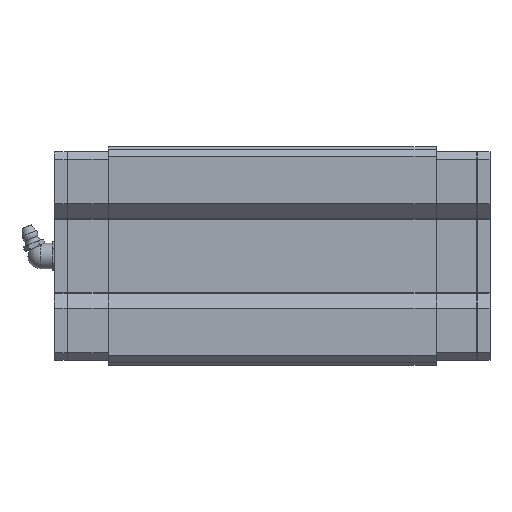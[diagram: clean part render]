
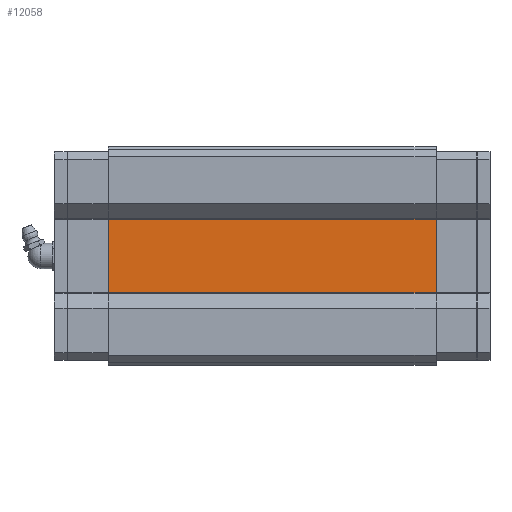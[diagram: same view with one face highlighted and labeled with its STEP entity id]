
A CAD part, front view. The second image highlights one B-rep face of the part: STEP entity #12058.
In plain terms, the highlighted planar face has unit normal (0, -1, 0).
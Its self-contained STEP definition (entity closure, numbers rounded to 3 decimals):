
#321=PLANE('',#13000);
#968=FACE_OUTER_BOUND('',#1658,.T.);
#1658=EDGE_LOOP('',(#9726,#9727,#9728,#9729));
#2679=LINE('',#18637,#4025);
#2701=LINE('',#18705,#4047);
#2743=LINE('',#18797,#4089);
#2744=LINE('',#18799,#4090);
#4025=VECTOR('',#15070,10.);
#4047=VECTOR('',#15120,10.);
#4089=VECTOR('',#15206,160.8);
#4090=VECTOR('',#15209,160.8);
#5660=VERTEX_POINT('',#18634);
#5661=VERTEX_POINT('',#18636);
#5692=VERTEX_POINT('',#18702);
#5693=VERTEX_POINT('',#18704);
#7082=EDGE_CURVE('',#5660,#5661,#2679,.T.);
#7116=EDGE_CURVE('',#5692,#5693,#2701,.T.);
#7164=EDGE_CURVE('',#5693,#5660,#2743,.T.);
#7165=EDGE_CURVE('',#5692,#5661,#2744,.T.);
#9726=ORIENTED_EDGE('',*,*,#7082,.F.);
#9727=ORIENTED_EDGE('',*,*,#7164,.F.);
#9728=ORIENTED_EDGE('',*,*,#7116,.F.);
#9729=ORIENTED_EDGE('',*,*,#7165,.T.);
#12058=ADVANCED_FACE('',(#968),#321,.T.);
#13000=AXIS2_PLACEMENT_3D('',#18798,#15207,#15208);
#15070=DIRECTION('',(-1.,0.,0.));
#15120=DIRECTION('',(1.,0.,0.));
#15206=DIRECTION('',(0.,0.,-1.));
#15207=DIRECTION('center_axis',(0.,-1.,0.));
#15208=DIRECTION('ref_axis',(1.,0.,0.));
#15209=DIRECTION('',(0.,0.,-1.));
#18634=CARTESIAN_POINT('',(14.4,0.,-64.4));
#18636=CARTESIAN_POINT('',(-14.4,0.,-64.4));
#18637=CARTESIAN_POINT('',(-7.2,0.,-64.4));
#18702=CARTESIAN_POINT('',(-14.4,0.,64.4));
#18704=CARTESIAN_POINT('',(14.4,0.,64.4));
#18705=CARTESIAN_POINT('',(-7.2,0.,64.4));
#18797=CARTESIAN_POINT('',(14.4,0.,85.6));
#18798=CARTESIAN_POINT('Origin',(-14.4,0.,-64.4));
#18799=CARTESIAN_POINT('',(-14.4,0.,85.6));
